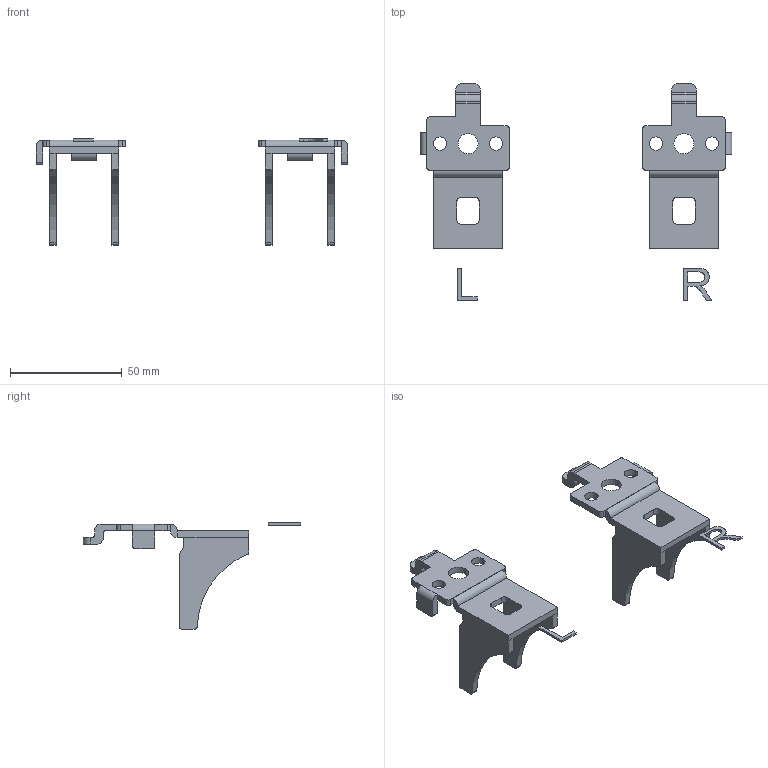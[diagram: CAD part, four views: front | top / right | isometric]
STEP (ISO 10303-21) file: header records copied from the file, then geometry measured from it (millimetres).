
FILE_DESCRIPTION(/* description */ (''),/* implementation_level */ '2;1');
FILE_NAME(/* name */ 'TS012',/* time_stamp */ '2025-02-28T08:35:36+08:00',/* author */ (''),/* organization */ (''),/* preprocessor_version */ 'ST-DEVELOPER v19.2',/* originating_system */ 'Rhino 8.5',/* authorisation */ '');
FILE_SCHEMA (('CONFIG_CONTROL_DESIGN'));
Length unit declared in the file: millimetre
Products named in the file (1): Document
Bounding box: 139.65 x 97.29 x 47.5 mm (x, y, z)
Volume: 20937.8 mm3; surface area: 17146.5 mm2
Topology: 4 solids, 4 shells, 194 faces, 526 edges, 340 vertices
Faces by surface type: plane 115, cylinder 74, bspline 5
Entity records: 6163 total; most frequent: CARTESIAN_POINT 1895, ORIENTED_EDGE 1052, EDGE_CURVE 526, DIRECTION 481, B_SPLINE_CURVE_WITH_KNOTS 342, VERTEX_POINT 340, AXIS2_PLACEMENT_3D 335, EDGE_LOOP 212
